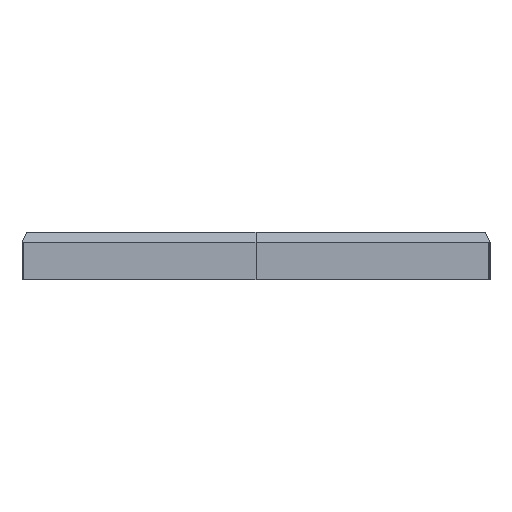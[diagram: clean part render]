
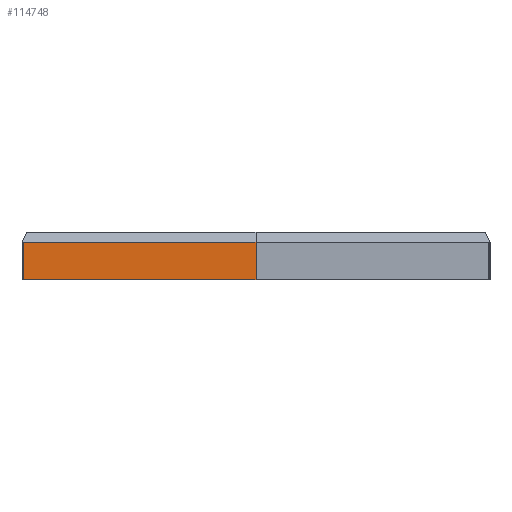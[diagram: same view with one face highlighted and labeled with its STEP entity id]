
A CAD part, front view. The second image highlights one B-rep face of the part: STEP entity #114748.
In plain terms, the highlighted planar face has unit normal (0, -1, 0).
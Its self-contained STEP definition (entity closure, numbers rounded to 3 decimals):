
#3387=FACE_OUTER_BOUND('',#9729,.T.);
#9729=EDGE_LOOP('',(#75326,#75327,#75328,#75329));
#17015=LINE('',#153327,#32338);
#17016=LINE('',#153329,#32339);
#17017=LINE('',#153331,#32340);
#17018=LINE('',#153332,#32341);
#32338=VECTOR('',#126744,10.);
#32339=VECTOR('',#126745,10.);
#32340=VECTOR('',#126746,10.);
#32341=VECTOR('',#126747,10.);
#47661=VERTEX_POINT('',#153325);
#47662=VERTEX_POINT('',#153326);
#47663=VERTEX_POINT('',#153328);
#47664=VERTEX_POINT('',#153330);
#58379=EDGE_CURVE('',#47661,#47662,#17015,.F.);
#58380=EDGE_CURVE('',#47663,#47661,#17016,.T.);
#58381=EDGE_CURVE('',#47664,#47663,#17017,.F.);
#58382=EDGE_CURVE('',#47662,#47664,#17018,.T.);
#75326=ORIENTED_EDGE('',*,*,#58379,.F.);
#75327=ORIENTED_EDGE('',*,*,#58380,.F.);
#75328=ORIENTED_EDGE('',*,*,#58381,.F.);
#75329=ORIENTED_EDGE('',*,*,#58382,.F.);
#109214=PLANE('',#121104);
#114748=ADVANCED_FACE('',(#3387),#109214,.T.);
#121104=AXIS2_PLACEMENT_3D('',#153324,#126742,#126743);
#126742=DIRECTION('center_axis',(0.,-1.,
0.));
#126743=DIRECTION('ref_axis',(-1.,0.,0.));
#126744=DIRECTION('',(1.,0.,0.));
#126745=DIRECTION('',(0.,0.,-1.));
#126746=DIRECTION('',(-1.,0.,0.));
#126747=DIRECTION('',(0.,0.,1.));
#153324=CARTESIAN_POINT('Origin',(0.,-27.305,
0.));
#153325=CARTESIAN_POINT('',(0.,-27.305,-8.382));
#153326=CARTESIAN_POINT('',(-41.021,-27.305,-8.382));
#153327=CARTESIAN_POINT('',(-10.16,-27.305,-8.382));
#153328=CARTESIAN_POINT('',(0.,-27.305,-1.778));
#153329=CARTESIAN_POINT('',(0.,-27.305,0.));
#153330=CARTESIAN_POINT('',(-41.021,-27.305,-1.778));
#153331=CARTESIAN_POINT('',(-5.08,-27.305,-1.778));
#153332=CARTESIAN_POINT('',(-41.021,-27.305,0.));
